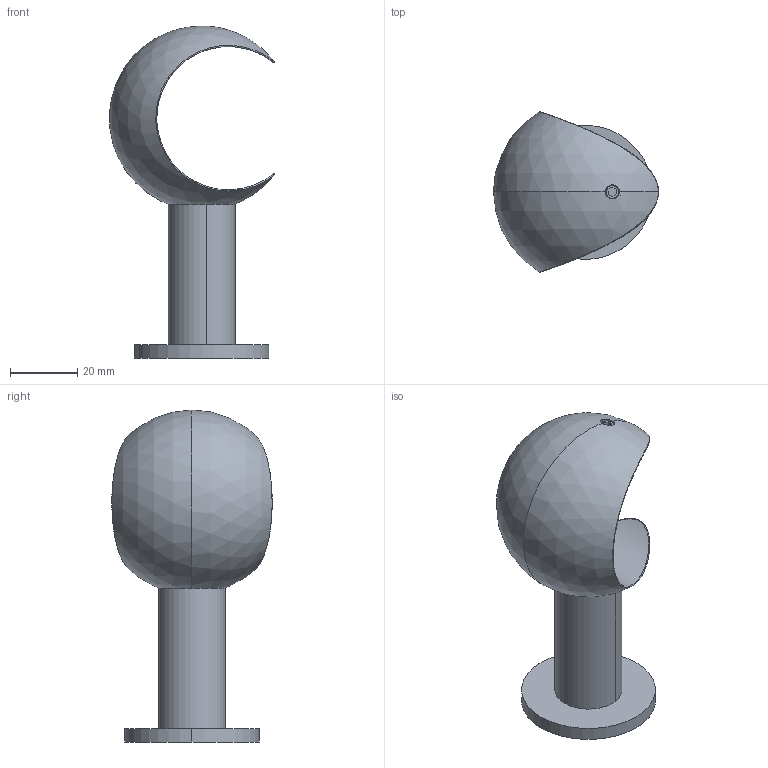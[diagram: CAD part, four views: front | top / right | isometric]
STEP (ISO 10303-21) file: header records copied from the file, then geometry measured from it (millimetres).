
FILE_DESCRIPTION (( 'STEP AP203' ), '1' );
FILE_NAME ('A_0708-42-55-C.STEP', '2019-10-07T10:45:25', ( '' ), ( '' ), 'SwSTEP 2.0', 'SolidWorks 2019', '' );
FILE_SCHEMA (( 'CONFIG_CONTROL_DESIGN' ));
Length unit declared in the file: millimetre
Products named in the file (8): A14_4114-042.P1 A; Díl1^A_0708-42-55-C; DIN 913_SKRUTKA M 5X 5; Polgula_skupina; A_014; A_0708-42-55-C; A_1732-040-12; Skrutka DIN 7991 ZINK._Skrutka M 6x 16 
Assembly tree (6 placements, depth 3):
  Díl1^A_0708-42-55-C
  A_0708-42-55-C
    A_1732-040-12
    A_014
    Polgula_skupina
      A14_4114-042.P1 A
      DIN 913_SKRUTKA M 5X 5
    Skrutka DIN 7991 ZINK._Skrutka M 6x 16 
Bounding box: 49.21 x 47.8 x 99 mm (x, y, z)
Volume: 43577.8 mm3; surface area: 16502.8 mm2
Topology: 5 solids, 5 shells, 66 faces, 151 edges, 93 vertices
Faces by surface type: cylinder 23, plane 21, cone 16, sphere 4, bspline 2
Entity records: 3844 total; most frequent: CARTESIAN_POINT 1516, DIRECTION 346, ORIENTED_EDGE 300, EDGE_CURVE 150, AXIS2_PLACEMENT_3D 136, VERTEX_POINT 93, LINE 74, VECTOR 74
